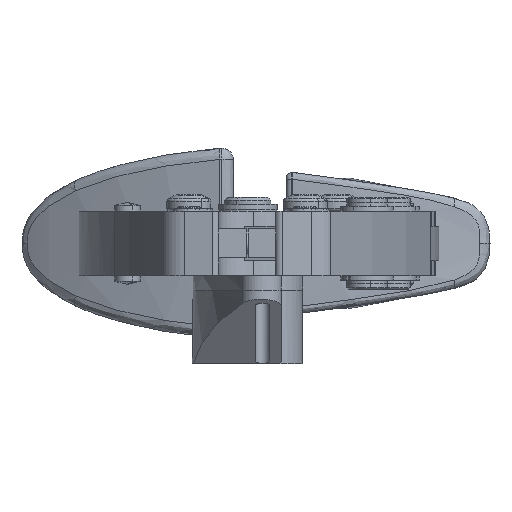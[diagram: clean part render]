
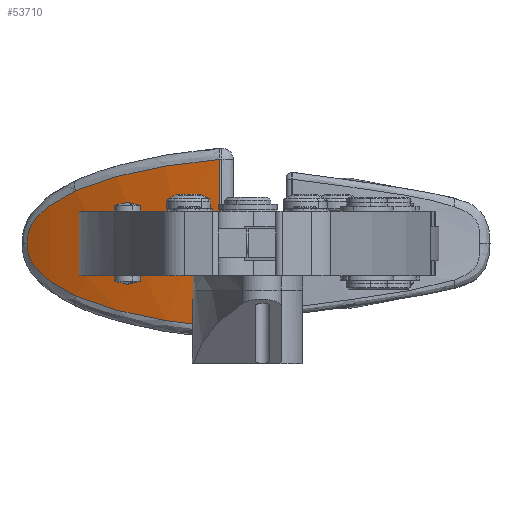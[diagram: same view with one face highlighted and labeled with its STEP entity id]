
A CAD part, left-side view. The second image highlights one B-rep face of the part: STEP entity #53710.
In plain terms, the highlighted cylindrical face has radius 95 mm (diameter 190 mm), a partial arc.
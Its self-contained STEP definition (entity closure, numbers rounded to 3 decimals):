
#53692=AXIS2_PLACEMENT_3D('Cylinder Axis2P3D',#53689,#53690,#53691) ;
#53696=AXIS2_PLACEMENT_3D('Circle Axis2P3D',#53694,#53695,$) ;
#1302=CARTESIAN_POINT('Vertex',(71.043,46.915,35.44)) ;
#1305=CARTESIAN_POINT('Line Origine',(71.043,46.915,30.97)) ;
#1309=CARTESIAN_POINT('Vertex',(71.043,46.915,26.5)) ;
#1336=CARTESIAN_POINT('Vertex',(79.196,70.017,15.3)) ;
#1385=CARTESIAN_POINT('Vertex',(79.196,70.017,26.5)) ;
#1388=CARTESIAN_POINT('Line Origine',(79.196,70.017,25.5)) ;
#5845=CARTESIAN_POINT('Control Point',(79.196,70.017,15.3)) ;
#5846=CARTESIAN_POINT('Control Point',(76.977,65.634,15.3)) ;
#5847=CARTESIAN_POINT('Control Point',(75.041,61.106,15.3)) ;
#5848=CARTESIAN_POINT('Control Point',(73.402,56.46,15.3)) ;
#5849=CARTESIAN_POINT('Control Point',(72.067,51.721,15.3)) ;
#5850=CARTESIAN_POINT('Control Point',(71.043,46.915,15.3)) ;
#5851=CARTESIAN_POINT('Vertex',(71.043,46.915,15.3)) ;
#12564=CARTESIAN_POINT('Vertex',(80.111,71.779,30.016)) ;
#12568=CARTESIAN_POINT('Control Point',(71.043,46.915,35.44)) ;
#12569=CARTESIAN_POINT('Control Point',(71.46,48.87,35.263)) ;
#12570=CARTESIAN_POINT('Control Point',(71.924,50.798,35.059)) ;
#12571=CARTESIAN_POINT('Control Point',(72.434,52.693,34.824)) ;
#12572=CARTESIAN_POINT('Control Point',(73.28,55.547,34.415)) ;
#12573=CARTESIAN_POINT('Control Point',(74.214,58.304,33.927)) ;
#12574=CARTESIAN_POINT('Control Point',(74.549,59.253,33.747)) ;
#12575=CARTESIAN_POINT('Control Point',(75.428,61.637,33.262)) ;
#12576=CARTESIAN_POINT('Control Point',(76.359,63.926,32.711)) ;
#12577=CARTESIAN_POINT('Control Point',(76.941,65.278,32.35)) ;
#12578=CARTESIAN_POINT('Control Point',(77.943,67.489,31.696)) ;
#12579=CARTESIAN_POINT('Control Point',(78.942,69.526,30.971)) ;
#12580=CARTESIAN_POINT('Control Point',(79.346,70.326,30.662)) ;
#12581=CARTESIAN_POINT('Control Point',(79.741,71.086,30.342)) ;
#12582=CARTESIAN_POINT('Control Point',(80.111,71.779,30.016)) ;
#17232=CARTESIAN_POINT('Vertex',(71.043,46.915,6.36)) ;
#17853=CARTESIAN_POINT('Vertex',(80.111,71.779,11.784)) ;
#17857=CARTESIAN_POINT('Control Point',(80.111,71.779,11.784)) ;
#17858=CARTESIAN_POINT('Control Point',(80.792,73.058,12.386)) ;
#17859=CARTESIAN_POINT('Control Point',(81.461,74.256,13.014)) ;
#17860=CARTESIAN_POINT('Control Point',(82.107,75.361,13.671)) ;
#17861=CARTESIAN_POINT('Control Point',(82.903,76.678,14.587)) ;
#17862=CARTESIAN_POINT('Control Point',(83.574,77.749,15.553)) ;
#17863=CARTESIAN_POINT('Control Point',(83.733,78.001,15.797)) ;
#17864=CARTESIAN_POINT('Control Point',(84.376,79.009,16.858)) ;
#17865=CARTESIAN_POINT('Control Point',(84.837,79.703,17.976)) ;
#17866=CARTESIAN_POINT('Control Point',(85.065,80.042,18.852)) ;
#17867=CARTESIAN_POINT('Control Point',(85.189,80.224,19.825)) ;
#17868=CARTESIAN_POINT('Control Point',(85.186,80.221,20.9)) ;
#17869=CARTESIAN_POINT('Vertex',(85.186,80.221,20.9)) ;
#36294=CARTESIAN_POINT('Control Point',(71.043,46.915,6.36)) ;
#36295=CARTESIAN_POINT('Control Point',(71.46,48.87,6.537)) ;
#36296=CARTESIAN_POINT('Control Point',(71.924,50.798,6.741)) ;
#36297=CARTESIAN_POINT('Control Point',(72.434,52.693,6.976)) ;
#36298=CARTESIAN_POINT('Control Point',(73.28,55.547,7.385)) ;
#36299=CARTESIAN_POINT('Control Point',(74.214,58.304,7.873)) ;
#36300=CARTESIAN_POINT('Control Point',(74.549,59.253,8.053)) ;
#36301=CARTESIAN_POINT('Control Point',(75.428,61.637,8.538)) ;
#36302=CARTESIAN_POINT('Control Point',(76.359,63.926,9.089)) ;
#36303=CARTESIAN_POINT('Control Point',(76.941,65.278,9.45)) ;
#36304=CARTESIAN_POINT('Control Point',(77.943,67.489,10.104)) ;
#36305=CARTESIAN_POINT('Control Point',(78.942,69.526,10.829)) ;
#36306=CARTESIAN_POINT('Control Point',(79.346,70.326,11.138)) ;
#36307=CARTESIAN_POINT('Control Point',(79.741,71.086,11.458)) ;
#36308=CARTESIAN_POINT('Control Point',(80.111,71.779,11.784)) ;
#38477=CARTESIAN_POINT('Control Point',(80.111,71.779,30.016)) ;
#38478=CARTESIAN_POINT('Control Point',(80.713,72.909,29.484)) ;
#38479=CARTESIAN_POINT('Control Point',(81.305,73.976,28.932)) ;
#38480=CARTESIAN_POINT('Control Point',(81.88,74.972,28.357)) ;
#38481=CARTESIAN_POINT('Control Point',(82.705,76.354,27.448)) ;
#38482=CARTESIAN_POINT('Control Point',(83.416,77.499,26.486)) ;
#38483=CARTESIAN_POINT('Control Point',(83.645,77.862,26.15)) ;
#38484=CARTESIAN_POINT('Control Point',(84.352,78.972,25.006)) ;
#38485=CARTESIAN_POINT('Control Point',(84.844,79.714,23.796)) ;
#38486=CARTESIAN_POINT('Control Point',(85.068,80.046,22.925)) ;
#38487=CARTESIAN_POINT('Control Point',(85.189,80.224,21.964)) ;
#38488=CARTESIAN_POINT('Control Point',(85.186,80.221,20.9)) ;
#45150=CARTESIAN_POINT('Line Origine',(71.043,46.915,10.83)) ;
#53689=CARTESIAN_POINT('Axis2P3D Location',(163.957,27.115,20.9)) ;
#53694=CARTESIAN_POINT('Axis2P3D Location',(163.957,27.115,26.5)) ;
#1306=DIRECTION('Vector Direction',(0.,0.,1.)) ;
#1389=DIRECTION('Vector Direction',(0.,0.,-1.)) ;
#45151=DIRECTION('Vector Direction',(0.,0.,1.)) ;
#53690=DIRECTION('Axis2P3D Direction',(0.,0.,1.)) ;
#53691=DIRECTION('Axis2P3D XDirection',(-0.769,0.64,0.)) ;
#53695=DIRECTION('Axis2P3D Direction',(0.,0.,1.)) ;
#1307=VECTOR('Line Direction',#1306,1.) ;
#1390=VECTOR('Line Direction',#1389,1.) ;
#45152=VECTOR('Line Direction',#45151,1.) ;
#53700=ORIENTED_EDGE('',*,*,#1311,.T.) ;
#53701=ORIENTED_EDGE('',*,*,#12583,.F.) ;
#53702=ORIENTED_EDGE('',*,*,#38489,.F.) ;
#53703=ORIENTED_EDGE('',*,*,#17871,.F.) ;
#53704=ORIENTED_EDGE('',*,*,#36309,.F.) ;
#53705=ORIENTED_EDGE('',*,*,#45154,.T.) ;
#53706=ORIENTED_EDGE('',*,*,#5853,.T.) ;
#53707=ORIENTED_EDGE('',*,*,#1392,.F.) ;
#53708=ORIENTED_EDGE('',*,*,#53698,.F.) ;
#53710=ADVANCED_FACE('Hauptk\X2\00F6\X0\rper',(#53709),#53693,.T.) ;
#5844=B_SPLINE_CURVE_WITH_KNOTS('',5,(#5845,#5846,#5847,#5848,#5849,#5850),.UNSPECIFIED.,.F.,.U.,(6,6),(0.,34.742),.UNSPECIFIED.) ;
#12567=B_SPLINE_CURVE_WITH_KNOTS('',5,(#12568,#12569,#12570,#12571,#12572,#12573,#12574,#12575,#12576,#12577,#12578,#12579,#12580,#12581,#12582),.UNSPECIFIED.,.F.,.U.,(6,3,3,3,6),(93.928,103.23,108.205,115.926,121.296),.UNSPECIFIED.) ;
#17856=B_SPLINE_CURVE_WITH_KNOTS('',5,(#17857,#17858,#17859,#17860,#17861,#17862,#17863,#17864,#17865,#17866,#17867,#17868),.UNSPECIFIED.,.F.,.U.,(6,3,3,6),(105.64,112.154,114.317,121.463),.UNSPECIFIED.) ;
#36293=B_SPLINE_CURVE_WITH_KNOTS('',5,(#36294,#36295,#36296,#36297,#36298,#36299,#36300,#36301,#36302,#36303,#36304,#36305,#36306,#36307,#36308),.UNSPECIFIED.,.F.,.U.,(6,3,3,3,6),(93.928,103.23,108.205,115.926,121.296),.UNSPECIFIED.) ;
#38476=B_SPLINE_CURVE_WITH_KNOTS('',5,(#38477,#38478,#38479,#38480,#38481,#38482,#38483,#38484,#38485,#38486,#38487,#38488),.UNSPECIFIED.,.F.,.U.,(6,3,3,6),(105.635,111.388,114.386,121.454),.UNSPECIFIED.) ;
#53697=CIRCLE('generated circle',#53696,95.) ;
#53693=CYLINDRICAL_SURFACE('generated cylinder',#53692,95.) ;
#1311=EDGE_CURVE('',#1310,#1303,#1308,.T.) ;
#1392=EDGE_CURVE('',#1386,#1337,#1391,.T.) ;
#5853=EDGE_CURVE('',#5852,#1337,#5844,.F.) ;
#12583=EDGE_CURVE('',#12565,#1303,#12567,.F.) ;
#17871=EDGE_CURVE('',#17854,#17870,#17856,.T.) ;
#36309=EDGE_CURVE('',#17233,#17854,#36293,.T.) ;
#38489=EDGE_CURVE('',#17870,#12565,#38476,.F.) ;
#45154=EDGE_CURVE('',#17233,#5852,#45153,.T.) ;
#53698=EDGE_CURVE('',#1310,#1386,#53697,.F.) ;
#53699=EDGE_LOOP('',(#53700,#53701,#53702,#53703,#53704,#53705,#53706,#53707,#53708)) ;
#53709=FACE_OUTER_BOUND('',#53699,.T.) ;
#1308=LINE('Line',#1305,#1307) ;
#1391=LINE('Line',#1388,#1390) ;
#45153=LINE('Line',#45150,#45152) ;
#1303=VERTEX_POINT('',#1302) ;
#1310=VERTEX_POINT('',#1309) ;
#1337=VERTEX_POINT('',#1336) ;
#1386=VERTEX_POINT('',#1385) ;
#5852=VERTEX_POINT('',#5851) ;
#12565=VERTEX_POINT('',#12564) ;
#17233=VERTEX_POINT('',#17232) ;
#17854=VERTEX_POINT('',#17853) ;
#17870=VERTEX_POINT('',#17869) ;
